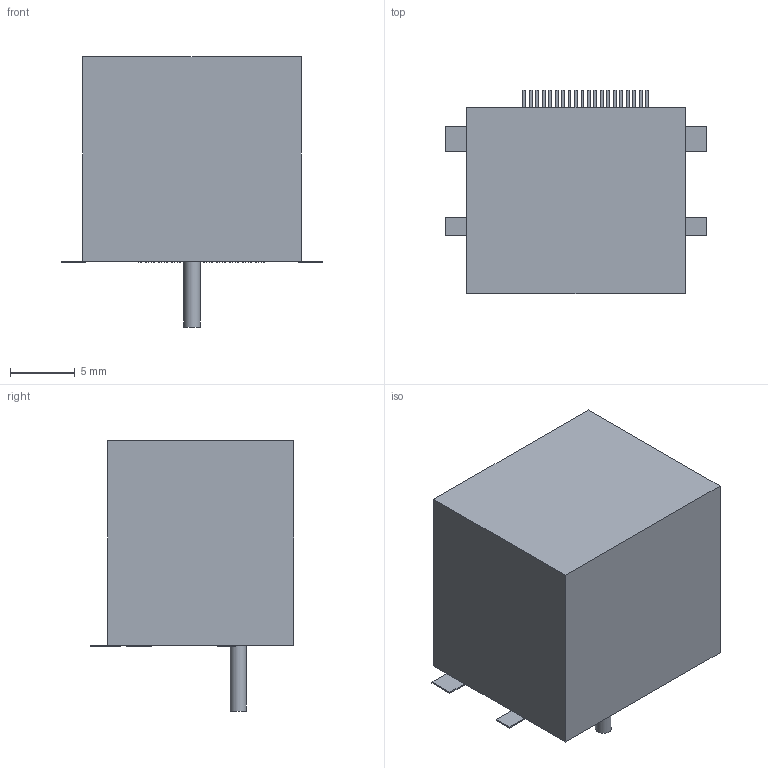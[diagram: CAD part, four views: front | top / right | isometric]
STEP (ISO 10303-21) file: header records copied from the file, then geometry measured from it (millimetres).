
FILE_DESCRIPTION(('FreeCAD Model'),'2;1');
FILE_NAME('659754.1.1.stp','2020-04-09T05:00:58',( 'Author'),(''),'Open CASCADE STEP processor 6.9','FreeCAD','Unknown' );
FILE_SCHEMA(('AUTOMOTIVE_DESIGN { 1 0 10303 214 1 1 1 1 }'));
Length unit declared in the file: millimetre
Products named in the file (4): ASSEMBLY; Body; Pins; Leads
Assembly tree (3 placements, depth 2):
  ASSEMBLY
    Body
    Pins
    Leads
Bounding box: 20.23 x 15.75 x 20.88 mm (x, y, z)
Volume: 3846.1 mm3; surface area: 1555.4 mm2
Topology: 26 solids, 26 shells, 153 faces, 303 edges, 202 vertices
Faces by surface type: plane 152, cylinder 1
Full cylindrical faces by diameter (mm): 1.25 x1
Entity records: 8051 total; most frequent: CARTESIAN_POINT 1268, DIRECTION 1225, LINE 905, VECTOR 905, ORIENTED_EDGE 606, PCURVE 606, DEFINITIONAL_REPRESENTATION 606, EDGE_CURVE 303
